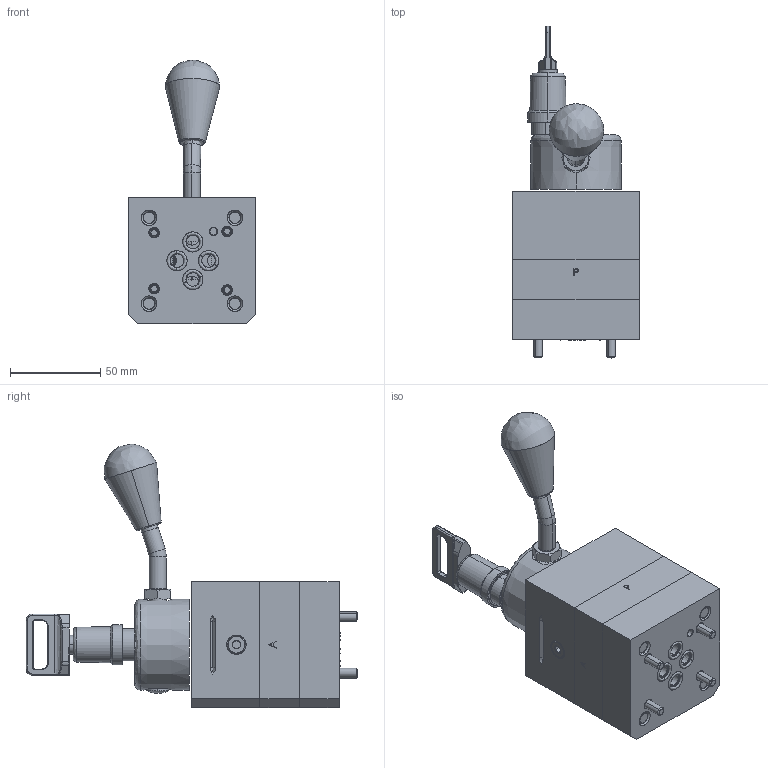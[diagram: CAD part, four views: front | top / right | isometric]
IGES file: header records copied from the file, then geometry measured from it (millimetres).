
Start section: SolidWorks IGES file using analytic representation for surfaces
Global section: file name: Peter'185-U1D-EG.IGS; native system: SolidWorks 2017; preprocessor: SolidWorks 2017; author: pcw; date: 210218.094315; units: millimetre
Bounding box: 70 x 184.06 x 146.2 mm (x, y, z)
Surface area: 65668.1 mm2 (no closed solid volume)
Topology: 0 solids, 0 shells, 436 faces, 5465 edges, 5453 vertices
Faces by surface type: bspline 218, revolution 218
